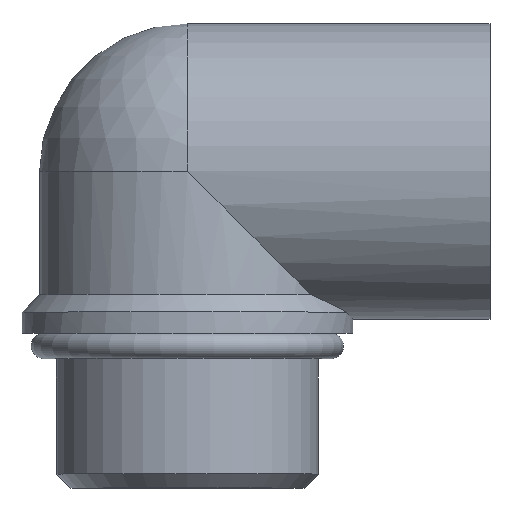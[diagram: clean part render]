
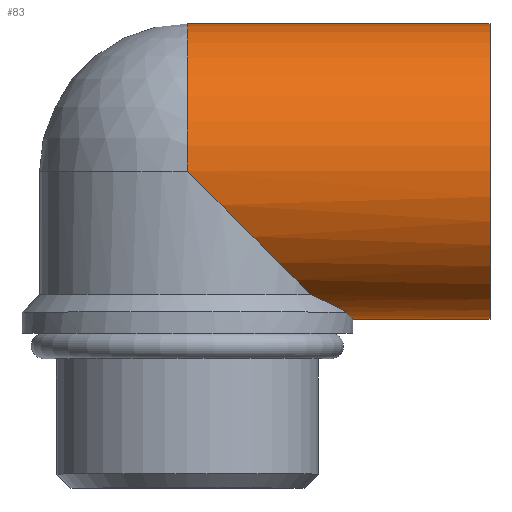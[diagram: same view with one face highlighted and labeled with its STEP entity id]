
A CAD part, top view. The second image highlights one B-rep face of the part: STEP entity #83.
In plain terms, the highlighted cylindrical face has radius 10.5 mm (diameter 21 mm), a full revolution.
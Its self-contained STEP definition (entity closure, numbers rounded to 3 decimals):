
#83 = ADVANCED_FACE( '', ( #114, #115 ), #116, .T. );
#114 = FACE_OUTER_BOUND( '', #162, .T. );
#115 = FACE_OUTER_BOUND( '', #163, .T. );
#116 = CYLINDRICAL_SURFACE( '', #164, 10.5 );
#162 = EDGE_LOOP( '', ( #232, #233, #234, #235, #236, #237 ) );
#163 = EDGE_LOOP( '', ( #238 ) );
#164 = AXIS2_PLACEMENT_3D( '', #239, #240, #241 );
#232 = ORIENTED_EDGE( '', *, *, #302, .T. );
#233 = ORIENTED_EDGE( '', *, *, #290, .T. );
#234 = ORIENTED_EDGE( '', *, *, #288, .T. );
#235 = ORIENTED_EDGE( '', *, *, #292, .T. );
#236 = ORIENTED_EDGE( '', *, *, #303, .T. );
#237 = ORIENTED_EDGE( '', *, *, #300, .F. );
#238 = ORIENTED_EDGE( '', *, *, #304, .F. );
#239 = CARTESIAN_POINT( '', ( 21.5, 6., 0. ) );
#240 = DIRECTION( '', ( 1., 0., 0. ) );
#241 = DIRECTION( '', ( 0., 0., 1. ) );
#288 = EDGE_CURVE( '', #313, #314, #315, .T. );
#290 = EDGE_CURVE( '', #317, #313, #318, .T. );
#292 = EDGE_CURVE( '', #314, #319, #321, .T. );
#300 = EDGE_CURVE( '', #336, #337, #338, .F. );
#302 = EDGE_CURVE( '', #336, #317, #340, .T. );
#303 = EDGE_CURVE( '', #319, #337, #341, .T. );
#304 = EDGE_CURVE( '', #342, #342, #343, .T. );
#313 = VERTEX_POINT( '', #355 );
#314 = VERTEX_POINT( '', #356 );
#315 = B_SPLINE_CURVE_WITH_KNOTS( '', 3, ( #357, #358, #359, #360, #361, #362, #363, #364, #365, #366, #367, #368, #369, #370 ), .UNSPECIFIED., .F., .F., ( 4, 2, 2, 2, 2, 2, 4 ), ( 0., 0.002, 0.002, 0.003, 0.005, 0.006, 0.007 ), .UNSPECIFIED. );
#317 = VERTEX_POINT( '', #372 );
#318 = B_SPLINE_CURVE_WITH_KNOTS( '', 3, ( #373, #374, #375, #376, #377, #378 ), .UNSPECIFIED., .F., .F., ( 4, 2, 4 ), ( 0., 0.002, 0.004 ), .UNSPECIFIED. );
#319 = VERTEX_POINT( '', #379 );
#321 = B_SPLINE_CURVE_WITH_KNOTS( '', 3, ( #381, #382, #383, #384, #385, #386, #387, #388 ), .UNSPECIFIED., .F., .F., ( 4, 2, 2, 4 ), ( 0., 0.002, 0.003, 0.004 ), .UNSPECIFIED. );
#336 = VERTEX_POINT( '', #403 );
#337 = VERTEX_POINT( '', #404 );
#338 = CIRCLE( '', #405, 10.5 );
#340 = ELLIPSE( '', #407, 14.849, 10.5 );
#341 = ELLIPSE( '', #408, 14.849, 10.5 );
#342 = VERTEX_POINT( '', #409 );
#343 = CIRCLE( '', #410, 10.5 );
#355 = CARTESIAN_POINT( '', ( 11.305, -4., 3.202 ) );
#356 = CARTESIAN_POINT( '', ( 11.305, -4., -3.202 ) );
#357 = CARTESIAN_POINT( '', ( 11.305, -4., 3.202 ) );
#358 = CARTESIAN_POINT( '', ( 11.449, -4.163, 2.693 ) );
#359 = CARTESIAN_POINT( '', ( 11.56, -4.287, 2.172 ) );
#360 = CARTESIAN_POINT( '', ( 11.673, -4.414, 1.371 ) );
#361 = CARTESIAN_POINT( '', ( 11.702, -4.446, 1.1 ) );
#362 = CARTESIAN_POINT( '', ( 11.74, -4.489, 0.553 ) );
#363 = CARTESIAN_POINT( '', ( 11.75, -4.5, 0.275 ) );
#364 = CARTESIAN_POINT( '', ( 11.75, -4.5, -0.547 ) );
#365 = CARTESIAN_POINT( '', ( 11.712, -4.457, -1.089 ) );
#366 = CARTESIAN_POINT( '', ( 11.6, -4.331, -1.894 ) );
#367 = CARTESIAN_POINT( '', ( 11.553, -4.279, -2.162 ) );
#368 = CARTESIAN_POINT( '', ( 11.441, -4.154, -2.688 ) );
#369 = CARTESIAN_POINT( '', ( 11.377, -4.081, -2.947 ) );
#370 = CARTESIAN_POINT( '', ( 11.305, -4., -3.202 ) );
#372 = CARTESIAN_POINT( '', ( 8.75, -2.75, 5.804 ) );
#373 = CARTESIAN_POINT( '', ( 8.75, -2.75, 5.804 ) );
#374 = CARTESIAN_POINT( '', ( 9.25, -2.977, 5.461 ) );
#375 = CARTESIAN_POINT( '', ( 9.719, -3.202, 5.08 ) );
#376 = CARTESIAN_POINT( '', ( 10.582, -3.627, 4.218 ) );
#377 = CARTESIAN_POINT( '', ( 10.977, -3.829, 3.735 ) );
#378 = CARTESIAN_POINT( '', ( 11.305, -4., 3.202 ) );
#379 = CARTESIAN_POINT( '', ( 8.75, -2.75, -5.804 ) );
#381 = CARTESIAN_POINT( '', ( 11.305, -4., -3.202 ) );
#382 = CARTESIAN_POINT( '', ( 10.978, -3.83, -3.733 ) );
#383 = CARTESIAN_POINT( '', ( 10.591, -3.632, -4.208 ) );
#384 = CARTESIAN_POINT( '', ( 9.944, -3.313, -4.856 ) );
#385 = CARTESIAN_POINT( '', ( 9.716, -3.202, -5.062 ) );
#386 = CARTESIAN_POINT( '', ( 9.245, -2.978, -5.45 ) );
#387 = CARTESIAN_POINT( '', ( 9.001, -2.864, -5.632 ) );
#388 = CARTESIAN_POINT( '', ( 8.75, -2.75, -5.804 ) );
#403 = CARTESIAN_POINT( '', ( 0., 6., 10.5 ) );
#404 = CARTESIAN_POINT( '', ( 0., 6., -10.5 ) );
#405 = AXIS2_PLACEMENT_3D( '', #450, #451, #452 );
#407 = AXIS2_PLACEMENT_3D( '', #456, #457, #458 );
#408 = AXIS2_PLACEMENT_3D( '', #459, #460, #461 );
#409 = CARTESIAN_POINT( '', ( 21.5, 6., -10.5 ) );
#410 = AXIS2_PLACEMENT_3D( '', #462, #463, #464 );
#450 = CARTESIAN_POINT( '', ( 0., 6., 0. ) );
#451 = DIRECTION( '', ( 1., 0., 0. ) );
#452 = DIRECTION( '', ( 0., 0., -1. ) );
#456 = CARTESIAN_POINT( '', ( 0., 6., 0. ) );
#457 = DIRECTION( '', ( 0.707, 0.707, 0. ) );
#458 = DIRECTION( '', ( -0.707, 0.707, 0. ) );
#459 = CARTESIAN_POINT( '', ( 0., 6., 0. ) );
#460 = DIRECTION( '', ( 0.707, 0.707, 0. ) );
#461 = DIRECTION( '', ( -0.707, 0.707, 0. ) );
#462 = CARTESIAN_POINT( '', ( 21.5, 6., 0. ) );
#463 = DIRECTION( '', ( 1., 0., 0. ) );
#464 = DIRECTION( '', ( 0., 0., -1. ) );
